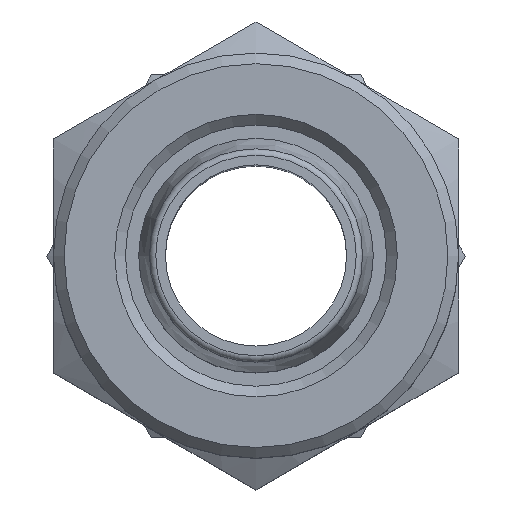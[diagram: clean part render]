
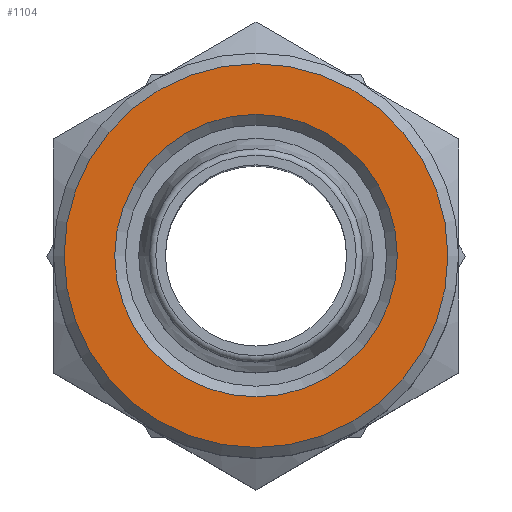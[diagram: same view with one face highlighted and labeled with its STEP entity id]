
A CAD part, top view. The second image highlights one B-rep face of the part: STEP entity #1104.
In plain terms, the highlighted planar face has unit normal (0, 0, 1).
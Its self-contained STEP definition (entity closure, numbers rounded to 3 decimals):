
#103=PLANE('',#1192);
#211=ORIENTED_EDGE('',*,*,#352,.T.);
#212=ORIENTED_EDGE('',*,*,#353,.F.);
#352=EDGE_CURVE('',#435,#435,#488,.F.);
#353=EDGE_CURVE('',#436,#436,#489,.T.);
#435=VERTEX_POINT('',#1614);
#436=VERTEX_POINT('',#1616);
#488=CIRCLE('',#1193,9.);
#489=CIRCLE('',#1194,6.625);
#556=EDGE_LOOP('',(#211));
#557=EDGE_LOOP('',(#212));
#642=FACE_BOUND('',#556,.T.);
#643=FACE_BOUND('',#557,.T.);
#1104=ADVANCED_FACE('',(#642,#643),#103,.F.);
#1192=AXIS2_PLACEMENT_3D('',#1612,#1347,#1348);
#1193=AXIS2_PLACEMENT_3D('',#1613,#1349,#1350);
#1194=AXIS2_PLACEMENT_3D('',#1615,#1351,#1352);
#1347=DIRECTION('',(0.,0.,-1.));
#1348=DIRECTION('',(-1.,0.,0.));
#1349=DIRECTION('',(0.,0.,-1.));
#1350=DIRECTION('',(-1.,0.,0.));
#1351=DIRECTION('',(0.,0.,1.));
#1352=DIRECTION('',(1.,0.,0.));
#1612=CARTESIAN_POINT('',(0.,0.,13.5));
#1613=CARTESIAN_POINT('',(0.,0.,13.5));
#1614=CARTESIAN_POINT('',(-9.,0.,13.5));
#1615=CARTESIAN_POINT('',(0.,0.,13.5));
#1616=CARTESIAN_POINT('',(6.625,0.,13.5));
